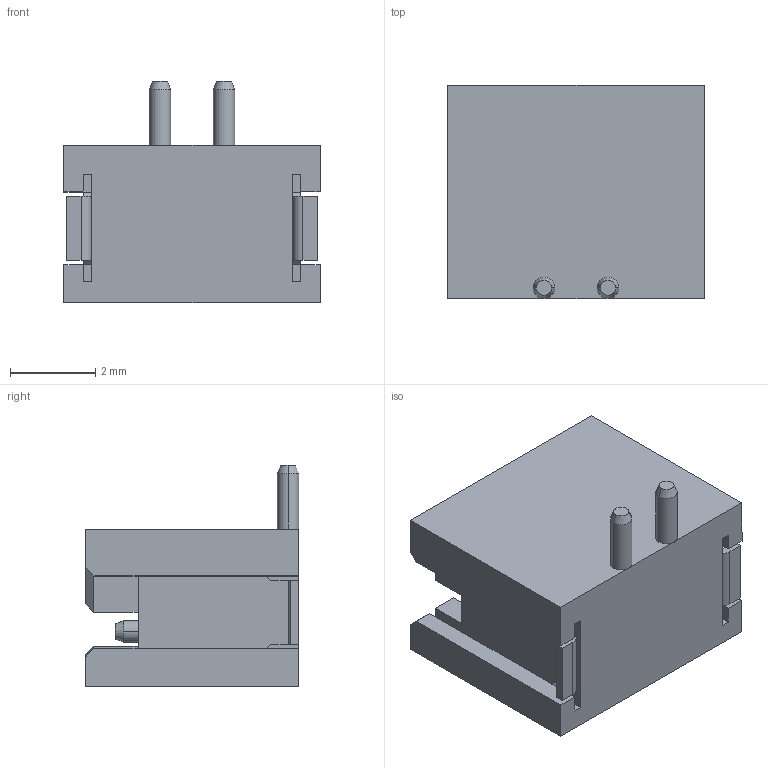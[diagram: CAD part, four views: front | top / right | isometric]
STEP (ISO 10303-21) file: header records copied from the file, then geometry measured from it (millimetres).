
FILE_DESCRIPTION (( 'STEP AP214' ), '1' );
FILE_NAME ('B2B-ZR-SM4-TF.STEP', '2023-11-03T15:09:56', ( '' ), ( '' ), 'SwSTEP 2.0', 'SolidWorks 2021', '' );
FILE_SCHEMA (( 'AUTOMOTIVE_DESIGN' ));
Length unit declared in the file: millimetre
Products named in the file (3): BxB-ZR-SM4 pins_2; B2B-ZR-SM4-TF; BxB-ZR-SM4_2
Assembly tree (2 placements, depth 2):
  B2B-ZR-SM4-TF
    BxB-ZR-SM4_2
    BxB-ZR-SM4 pins_2
Bounding box: 6 x 5 x 5.2 mm (x, y, z)
Volume: 70.8 mm3; surface area: 257.1 mm2
Topology: 7 solids, 7 shells, 118 faces, 288 edges, 184 vertices
Faces by surface type: plane 98, cylinder 12, cone 8
Entity records: 3551 total; most frequent: CARTESIAN_POINT 595, ORIENTED_EDGE 576, DIRECTION 570, EDGE_CURVE 288, LINE 252, VECTOR 252, VERTEX_POINT 184, AXIS2_PLACEMENT_3D 159
